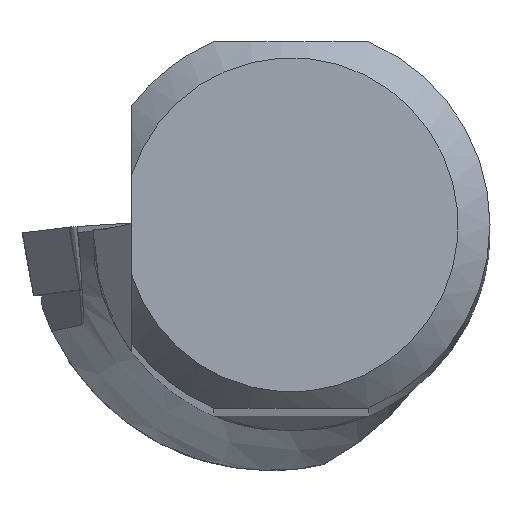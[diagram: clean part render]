
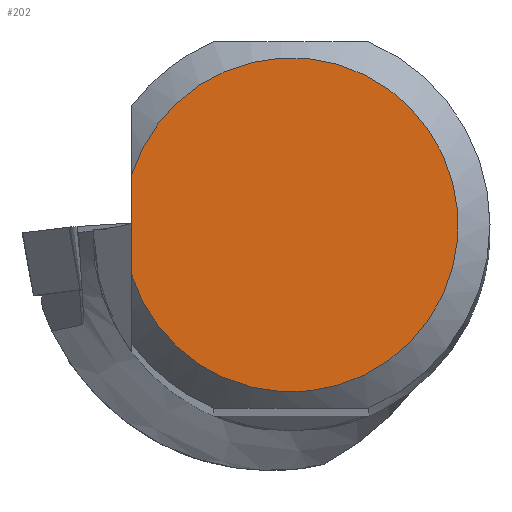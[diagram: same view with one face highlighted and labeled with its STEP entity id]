
A CAD part, top view. The second image highlights one B-rep face of the part: STEP entity #202.
In plain terms, the highlighted planar face has unit normal (0, 0, 1).
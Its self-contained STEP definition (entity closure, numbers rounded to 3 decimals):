
#156=FACE_OUTER_BOUND('',#403,.T.);
#202=ADVANCED_FACE('CU_SU_BP3',(#156),#234,.T.);
#234=PLANE('',#1072);
#286=LINE('',#1753,#336);
#336=VECTOR('',#1295,1.);
#403=EDGE_LOOP('',(#577,#578));
#577=ORIENTED_EDGE('',*,*,#856,.F.);
#578=ORIENTED_EDGE('',*,*,#857,.T.);
#749=VERTEX_POINT('',#1754);
#750=VERTEX_POINT('',#1755);
#856=EDGE_CURVE('',#749,#750,#286,.T.);
#857=EDGE_CURVE('',#749,#750,#906,.T.);
#906=CIRCLE('',#1071,10.491);
#1071=AXIS2_PLACEMENT_3D('',#1756,#1296,#1297);
#1072=AXIS2_PLACEMENT_3D('',#1757,#1298,#1299);
#1295=DIRECTION('',(0.,1.,0.));
#1296=DIRECTION('',(0.,0.,1.));
#1297=DIRECTION('',(1.,0.,0.));
#1298=DIRECTION('',(0.,0.,1.));
#1299=DIRECTION('',(1.,0.,0.));
#1753=CARTESIAN_POINT('',(-10.009,0.,0.));
#1754=CARTESIAN_POINT('',(-10.009,-3.145,0.));
#1755=CARTESIAN_POINT('',(-10.009,3.145,0.));
#1756=CARTESIAN_POINT('',(0.,0.,0.));
#1757=CARTESIAN_POINT('',(0.,0.,
0.));
